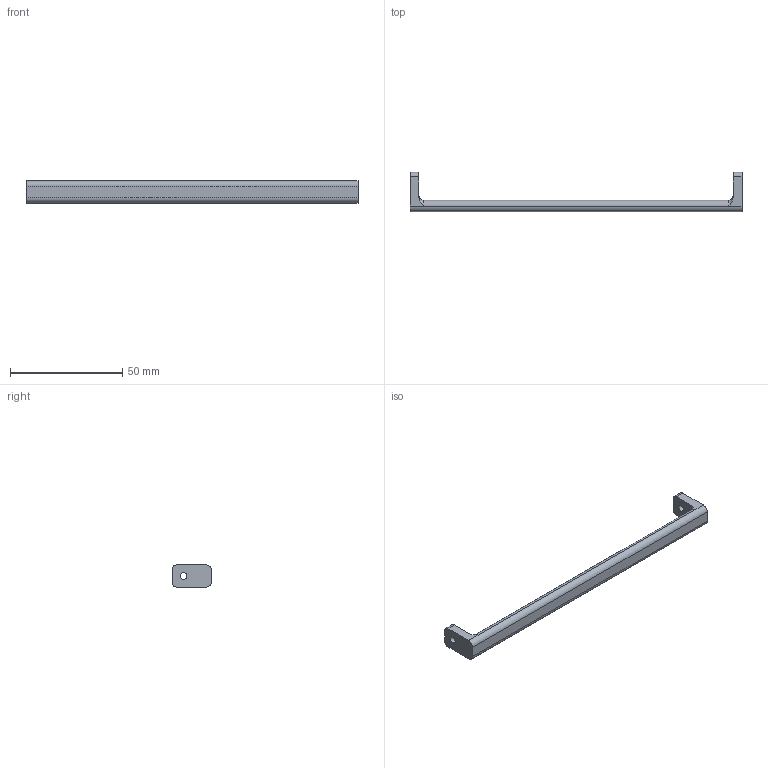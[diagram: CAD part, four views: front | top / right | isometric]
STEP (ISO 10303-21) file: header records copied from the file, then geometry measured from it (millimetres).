
FILE_DESCRIPTION (( 'STEP AP214' ), '1' );
FILE_NAME ('Spacer v2.STEP', '2025-04-13T13:52:29', ( '' ), ( '' ), 'SwSTEP 2.0', 'SolidWorks 2022', '' );
FILE_SCHEMA (( 'AUTOMOTIVE_DESIGN' ));
Length unit declared in the file: millimetre
Products named in the file (1): Spacer v2
Bounding box: 148 x 17.5 x 10 mm (x, y, z)
Volume: 7576.4 mm3; surface area: 4634.2 mm2
Topology: 1 solids, 1 shells, 29 faces, 75 edges, 48 vertices
Faces by surface type: cylinder 13, plane 12, torus 4
Entity records: 963 total; most frequent: CARTESIAN_POINT 189, DIRECTION 163, ORIENTED_EDGE 150, EDGE_CURVE 75, AXIS2_PLACEMENT_3D 62, VERTEX_POINT 48, VECTOR 39, LINE 39
